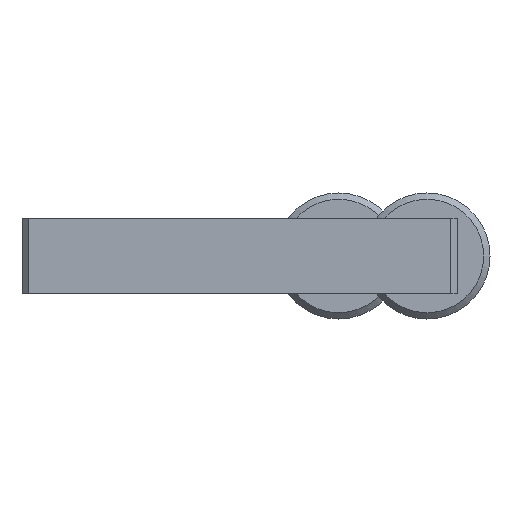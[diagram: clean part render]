
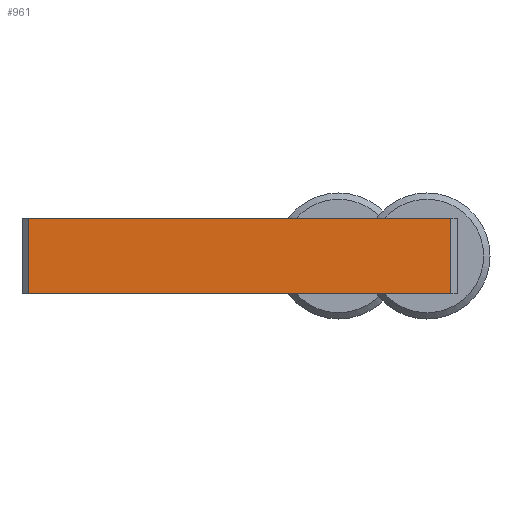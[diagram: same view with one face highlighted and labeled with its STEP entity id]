
A CAD part, left-side view. The second image highlights one B-rep face of the part: STEP entity #961.
In plain terms, the highlighted planar face has unit normal (-1, 0, 0).
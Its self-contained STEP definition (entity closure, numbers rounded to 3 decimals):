
#63=LINE('',#1625,#138);
#64=LINE('',#1627,#139);
#65=LINE('',#1629,#140);
#66=LINE('',#1630,#141);
#138=VECTOR('',#1341,10.);
#139=VECTOR('',#1342,10.);
#140=VECTOR('',#1343,10.);
#141=VECTOR('',#1344,10.);
#244=FACE_OUTER_BOUND('',#308,.T.);
#308=EDGE_LOOP('',(#788,#789,#790,#791));
#468=VERTEX_POINT('',#1623);
#469=VERTEX_POINT('',#1624);
#470=VERTEX_POINT('',#1626);
#471=VERTEX_POINT('',#1628);
#585=EDGE_CURVE('',#468,#469,#63,.T.);
#586=EDGE_CURVE('',#470,#468,#64,.T.);
#587=EDGE_CURVE('',#471,#470,#65,.T.);
#588=EDGE_CURVE('',#469,#471,#66,.T.);
#788=ORIENTED_EDGE('',*,*,#585,.F.);
#789=ORIENTED_EDGE('',*,*,#586,.F.);
#790=ORIENTED_EDGE('',*,*,#587,.F.);
#791=ORIENTED_EDGE('',*,*,#588,.F.);
#910=PLANE('',#1093);
#961=ADVANCED_FACE('',(#244),#910,.T.);
#1093=AXIS2_PLACEMENT_3D('',#1622,#1339,#1340);
#1339=DIRECTION('center_axis',(-1.,0.,0.));
#1340=DIRECTION('ref_axis',(0.,-1.,0.));
#1341=DIRECTION('',(0.,0.,-1.));
#1342=DIRECTION('',(0.,-1.,0.));
#1343=DIRECTION('',(0.,0.,1.));
#1344=DIRECTION('',(0.,1.,0.));
#1622=CARTESIAN_POINT('Origin',(-13.,17.25,0.));
#1623=CARTESIAN_POINT('',(-13.,-16.75,3.));
#1624=CARTESIAN_POINT('',(-13.,-16.75,-3.));
#1625=CARTESIAN_POINT('',(-13.,-16.75,0.));
#1626=CARTESIAN_POINT('',(-13.,16.75,3.));
#1627=CARTESIAN_POINT('',(-13.,-17.25,3.));
#1628=CARTESIAN_POINT('',(-13.,16.75,-3.));
#1629=CARTESIAN_POINT('',(-13.,16.75,0.));
#1630=CARTESIAN_POINT('',(-13.,-17.25,-3.));
